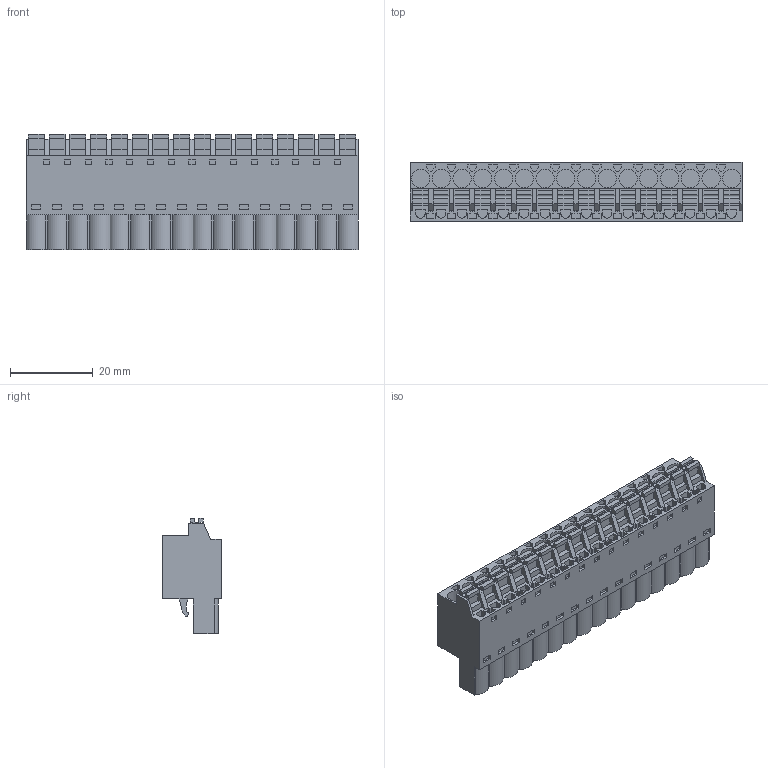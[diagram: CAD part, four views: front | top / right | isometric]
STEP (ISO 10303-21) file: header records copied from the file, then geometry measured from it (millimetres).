
FILE_DESCRIPTION(('CATIA V5 STEP Exchange','CAx-IF Rec.Pracs.--- Model Styling and Organization---1.2---2011-12-15'),'2;1');
FILE_NAME ('D1446777_0_1018030000_1018030000.stp','2017-04-27T12:35:13+00:00',('none'),('Weidmueller'),'CATIA Version 5-6 Release 2014','CATIA V5 STEP AP214','none');
FILE_SCHEMA(('AUTOMOTIVE_DESIGN { 1 0 10303 214 1 1 1 1 }'));
Length unit declared in the file: millimetre
Products named in the file (1): 1018030000
Bounding box: 80 x 14.2 x 27.73 mm (x, y, z)
Volume: 20045.7 mm3; surface area: 10596.2 mm2
Topology: 17 solids, 17 shells, 1327 faces, 3875 edges, 2709 vertices
Faces by surface type: plane 1207, cylinder 116, extrusion 4
Entity records: 42584 total; most frequent: ORIENTED_EDGE 7750, CARTESIAN_POINT 7580, DIRECTION 5537, EDGE_CURVE 3875, VECTOR 3608, LINE 3604, VERTEX_POINT 2709, EDGE_LOOP 1484
